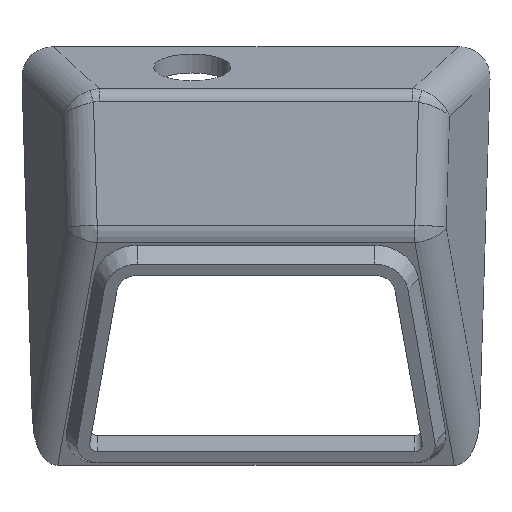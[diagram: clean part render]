
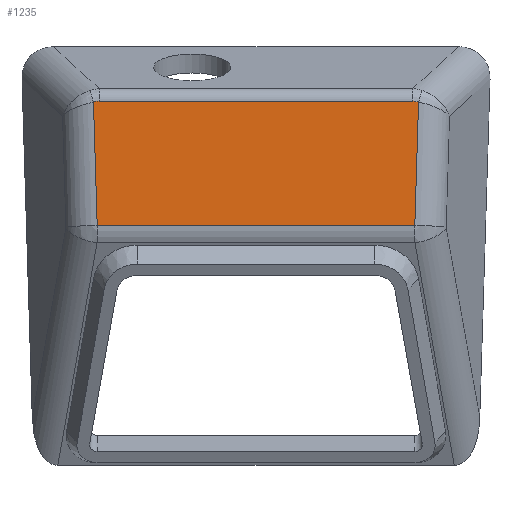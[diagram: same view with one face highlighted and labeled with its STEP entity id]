
A CAD part, top view. The second image highlights one B-rep face of the part: STEP entity #1235.
In plain terms, the highlighted planar face has unit normal (0, 0, 1).
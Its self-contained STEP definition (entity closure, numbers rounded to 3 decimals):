
#55=PLANE('',#1364);
#85=ELLIPSE('',#1356,3.418,3.);
#87=ELLIPSE('',#1361,3.418,3.);
#203=FACE_OUTER_BOUND('',#281,.T.);
#281=EDGE_LOOP('',(#1114,#1115,#1116,#1117,#1118,#1119));
#369=LINE('',#2421,#462);
#375=LINE('',#2491,#468);
#376=LINE('',#2545,#469);
#377=LINE('',#2546,#470);
#462=VECTOR('',#1638,10.);
#468=VECTOR('',#1666,10.);
#469=VECTOR('',#1679,10.);
#470=VECTOR('',#1680,10.);
#597=VERTEX_POINT('',#2390);
#599=VERTEX_POINT('',#2415);
#602=VERTEX_POINT('',#2455);
#605=VERTEX_POINT('',#2481);
#607=VERTEX_POINT('',#2487);
#609=VERTEX_POINT('',#2512);
#765=EDGE_CURVE('',#597,#599,#369,.T.);
#775=EDGE_CURVE('',#602,#605,#85,.T.);
#778=EDGE_CURVE('',#605,#607,#375,.T.);
#781=EDGE_CURVE('',#607,#609,#87,.T.);
#784=EDGE_CURVE('',#609,#597,#376,.T.);
#785=EDGE_CURVE('',#599,#602,#377,.T.);
#1114=ORIENTED_EDGE('',*,*,#765,.F.);
#1115=ORIENTED_EDGE('',*,*,#784,.F.);
#1116=ORIENTED_EDGE('',*,*,#781,.F.);
#1117=ORIENTED_EDGE('',*,*,#778,.F.);
#1118=ORIENTED_EDGE('',*,*,#775,.F.);
#1119=ORIENTED_EDGE('',*,*,#785,.F.);
#1235=ADVANCED_FACE('',(#203),#55,.T.);
#1356=AXIS2_PLACEMENT_3D('',#2485,#1659,#1660);
#1361=AXIS2_PLACEMENT_3D('',#2516,#1671,#1672);
#1364=AXIS2_PLACEMENT_3D('',#2544,#1677,#1678);
#1638=DIRECTION('',(-1.,0.,0.));
#1659=DIRECTION('center_axis',(0.,0.,-1.));
#1660=DIRECTION('ref_axis',(-0.735,0.678,0.));
#1666=DIRECTION('',(1.,0.,0.));
#1671=DIRECTION('center_axis',(0.,0.,-1.));
#1672=DIRECTION('ref_axis',(0.735,0.678,0.));
#1677=DIRECTION('center_axis',(0.,0.,1.));
#1678=DIRECTION('ref_axis',(0.,-1.,0.));
#1679=DIRECTION('',(-0.03,-1.,0.));
#1680=DIRECTION('',(-0.03,1.,0.));
#2390=CARTESIAN_POINT('',(22.12,51.605,48.513));
#2415=CARTESIAN_POINT('',(-25.117,51.605,48.513));
#2421=CARTESIAN_POINT('',(0.,51.605,48.513));
#2455=CARTESIAN_POINT('',(-25.673,69.955,48.513));
#2481=CARTESIAN_POINT('',(-24.828,70.073,48.513));
#2485=CARTESIAN_POINT('Origin',(-24.41,66.873,48.513));
#2487=CARTESIAN_POINT('',(21.831,70.073,48.513));
#2491=CARTESIAN_POINT('',(0.,70.073,48.513));
#2512=CARTESIAN_POINT('',(22.677,69.955,48.513));
#2516=CARTESIAN_POINT('Origin',(21.413,66.873,48.513));
#2544=CARTESIAN_POINT('Origin',(0.,71.465,48.513));
#2545=CARTESIAN_POINT('',(22.333,58.616,48.513));
#2546=CARTESIAN_POINT('',(-25.319,58.272,48.513));
